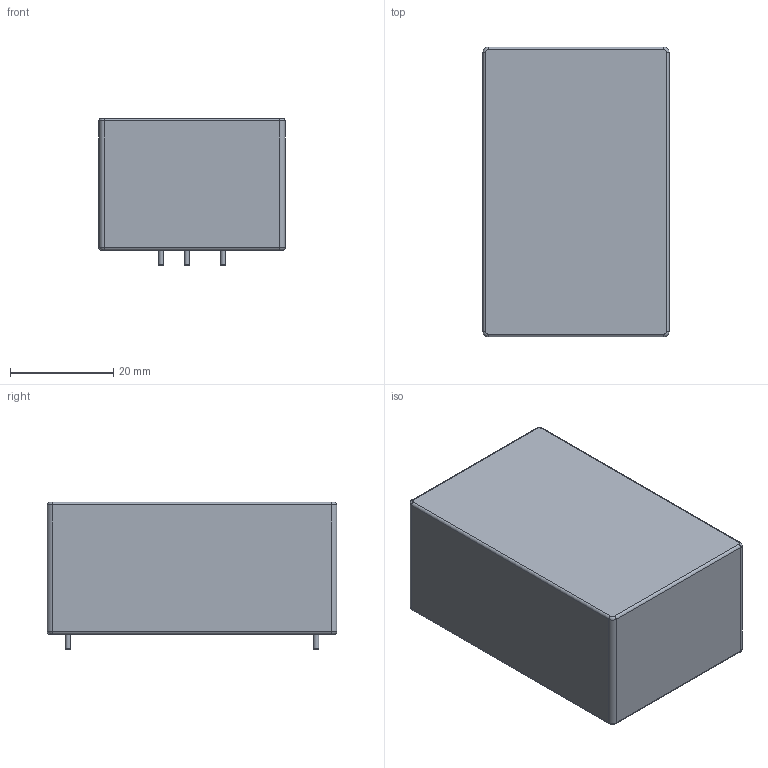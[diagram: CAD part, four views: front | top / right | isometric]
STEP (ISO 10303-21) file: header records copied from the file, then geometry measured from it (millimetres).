
FILE_DESCRIPTION(/* description */ ('model of Converter_ACDC_Vigortronix_VTX-214-010-xxx_THT'),/* implementation_level */ '2;1');
FILE_NAME(/* name */ 'Converter_ACDC_Vigortronix_VTX-214-010-xxx_THT.step',/* time_stamp */ '2018-04-09T21:28:59',/* author */ ('kicad StepUp','ksu'),/* organization */ ('FreeCAD'),/* preprocessor_version */ 'OCC',/* originating_system */ 'kicad StepUp',/* authorisation */ '');
FILE_SCHEMA(('AUTOMOTIVE_DESIGN { 1 0 10303 214 1 1 1 1 }'));
Length unit declared in the file: millimetre
Products named in the file (1): Converter_ACDC_Vigortronix_VTX_214_010_xxx_THT
Bounding box: 36 x 56 x 28.5 mm (x, y, z)
Volume: 51376 mm3; surface area: 8636.6 mm2
Topology: 1 solids, 1 shells, 38 faces, 76 edges, 44 vertices
Faces by surface type: cylinder 16, torus 12, plane 10
Full cylindrical faces by diameter (mm): 1 x4
Entity records: 773 total; most frequent: CARTESIAN_POINT 118, ORIENTED_EDGE 116, AXIS2_PLACEMENT_3D 85, EDGE_CURVE 76, CIRCLE 48, VERTEX_POINT 44, FACE_BOUND 42, EDGE_LOOP 42
